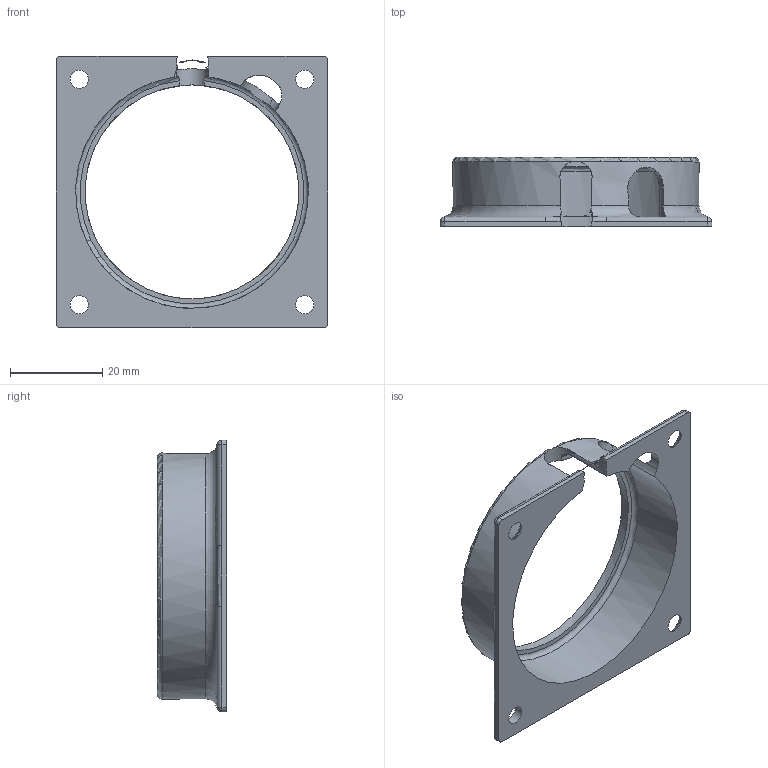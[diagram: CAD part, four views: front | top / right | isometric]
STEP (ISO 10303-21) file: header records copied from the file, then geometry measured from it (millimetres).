
FILE_DESCRIPTION(/* description */ (''),/* implementation_level */ '2;1');
FILE_NAME(/* name */ 'Sup Chrono amlior V3 v1 step.step',/* time_stamp */ '2024-07-09T16:44:12+02:00',/* author */ (''),/* organization */ (''),/* preprocessor_version */ 'ST-DEVELOPER v20',/* originating_system */ 'Autodesk Translation Framework v13.14.0.145',/* authorisation */ '');
FILE_SCHEMA (('AUTOMOTIVE_DESIGN { 1 0 10303 214 3 1 1 }'));
Length unit declared in the file: millimetre
Products named in the file (1): Sup Chrono amélioré V3
Bounding box: 59 x 15 x 59 mm (x, y, z)
Volume: 6229.2 mm3; surface area: 7790.3 mm2
Topology: 2 solids, 2 shells, 73 faces, 197 edges, 125 vertices
Faces by surface type: cylinder 34, plane 18, bspline 6, cone 6, torus 5, sphere 4
Full cylindrical faces by diameter (mm): 4 x4, 46.5 x1
Entity records: 2842 total; most frequent: CARTESIAN_POINT 1030, ORIENTED_EDGE 394, DIRECTION 349, EDGE_CURVE 197, AXIS2_PLACEMENT_3D 149, VERTEX_POINT 125, EDGE_LOOP 82, FACE_OUTER_BOUND 73
